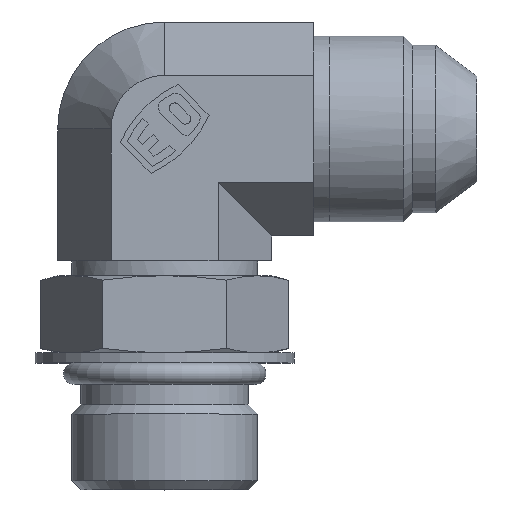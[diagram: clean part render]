
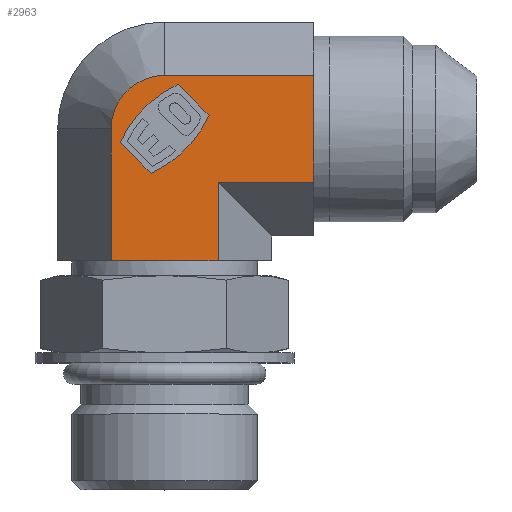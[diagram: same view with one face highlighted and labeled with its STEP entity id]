
A CAD part, top view. The second image highlights one B-rep face of the part: STEP entity #2963.
In plain terms, the highlighted planar face has unit normal (0, 0, 1).
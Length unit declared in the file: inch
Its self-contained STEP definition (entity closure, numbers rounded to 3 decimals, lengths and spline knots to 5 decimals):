
#246=DIRECTION('',(1.,0.,0.));
#247=VECTOR('',#246,0.0543);
#248=CARTESIAN_POINT('',(-0.02715,-0.53248,
0.37402));
#249=LINE('',#248,#247);
#253=DIRECTION('',(0.,-1.,0.));
#254=VECTOR('',#253,0.53248);
#255=CARTESIAN_POINT('',(-0.21594,0.,0.37402));
#256=LINE('',#255,#254);
#260=CARTESIAN_POINT('',(0.,0.,0.37402));
#261=DIRECTION('',(0.,0.,-1.));
#262=DIRECTION('',(-1.,0.,0.));
#263=AXIS2_PLACEMENT_3D('',#260,#261,#262);
#268=DIRECTION('',(1.,0.,0.));
#269=VECTOR('',#268,0.60236);
#270=CARTESIAN_POINT('',(0.,0.21594,0.37402));
#271=LINE('',#270,#269);
#275=DIRECTION('',(0.,-1.,0.));
#276=VECTOR('',#275,0.0543);
#277=CARTESIAN_POINT('',(0.60236,0.02715,
0.37402));
#278=LINE('',#277,#276);
#282=DIRECTION('',(0.707,-0.707,0.));
#283=VECTOR('',#282,0.17646);
#284=CARTESIAN_POINT('',(-0.17931,-0.05454,
0.37402));
#285=LINE('',#284,#283);
#289=CARTESIAN_POINT('',(-0.25055,0.25055,
0.37402));
#290=DIRECTION('',(0.,0.,1.));
#291=DIRECTION('',(0.415,-0.91,0.));
#292=AXIS2_PLACEMENT_3D('',#289,#290,#291);
#297=DIRECTION('',(-0.707,0.707,0.));
#298=VECTOR('',#297,0.17646);
#299=CARTESIAN_POINT('',(0.17931,0.05454,
0.37402));
#300=LINE('',#299,#298);
#304=CARTESIAN_POINT('',(0.25055,-0.25055,
0.37402));
#305=DIRECTION('',(0.,0.,1.));
#306=DIRECTION('',(-0.415,0.91,0.));
#307=AXIS2_PLACEMENT_3D('',#304,#305,#306);
#500=DIRECTION('',(1.,0.,0.));
#501=VECTOR('',#500,0.18879);
#502=CARTESIAN_POINT('',(-0.21594,-0.53248,
0.37402));
#503=LINE('',#502,#501);
#515=DIRECTION('',(1.,0.,0.));
#516=VECTOR('',#515,0.18879);
#517=CARTESIAN_POINT('',(0.02715,-0.53248,
0.37402));
#518=LINE('',#517,#516);
#1168=DIRECTION('',(0.,-1.,0.));
#1169=VECTOR('',#1168,0.18879);
#1170=CARTESIAN_POINT('',(0.60236,0.21594,
0.37402));
#1171=LINE('',#1170,#1169);
#1197=DIRECTION('',(0.,-1.,0.));
#1198=VECTOR('',#1197,0.18879);
#1199=CARTESIAN_POINT('',(0.60236,-0.02715,
0.37402));
#1200=LINE('',#1199,#1198);
#1406=DIRECTION('',(0.,-1.,0.));
#1407=VECTOR('',#1406,0.31654);
#1408=CARTESIAN_POINT('',(0.21594,-0.21594,
0.37402));
#1409=LINE('',#1408,#1407);
#1427=DIRECTION('',(1.,0.,0.));
#1428=VECTOR('',#1427,0.38642);
#1429=CARTESIAN_POINT('',(0.21594,-0.21594,
0.37402));
#1430=LINE('',#1429,#1428);
#2438=CARTESIAN_POINT('',(-0.21594,0.,0.37402));
#2439=VERTEX_POINT('',#2438);
#2442=CARTESIAN_POINT('',(-0.21594,-0.53248,
0.37402));
#2443=VERTEX_POINT('',#2442);
#2446=CARTESIAN_POINT('',(0.21594,-0.21594,
0.37402));
#2448=VERTEX_POINT('',#2446);
#2456=CARTESIAN_POINT('',(0.,0.21594,0.37402));
#2457=VERTEX_POINT('',#2456);
#2458=CARTESIAN_POINT('',(0.21594,-0.53248,
0.37402));
#2459=VERTEX_POINT('',#2458);
#2464=CARTESIAN_POINT('',(0.60236,-0.21594,
0.37402));
#2465=VERTEX_POINT('',#2464);
#2474=CARTESIAN_POINT('',(0.60236,0.21594,
0.37402));
#2475=VERTEX_POINT('',#2474);
#2492=CARTESIAN_POINT('',(0.60236,0.02715,
0.37402));
#2493=CARTESIAN_POINT('',(0.60236,-0.02715,
0.37402));
#2494=VERTEX_POINT('',#2492);
#2495=VERTEX_POINT('',#2493);
#2539=CARTESIAN_POINT('',(-0.02715,-0.53248,
0.37402));
#2541=VERTEX_POINT('',#2539);
#2542=CARTESIAN_POINT('',(0.02715,-0.53248,
0.37402));
#2544=VERTEX_POINT('',#2542);
#2643=CARTESIAN_POINT('',(-0.17931,-0.05454,
0.37402));
#2644=CARTESIAN_POINT('',(-0.05454,-0.17931,
0.37402));
#2645=VERTEX_POINT('',#2643);
#2646=VERTEX_POINT('',#2644);
#2647=CARTESIAN_POINT('',(0.17931,0.05454,
0.37402));
#2648=VERTEX_POINT('',#2647);
#2649=CARTESIAN_POINT('',(0.05454,0.17931,
0.37402));
#2650=VERTEX_POINT('',#2649);
#2925=CARTESIAN_POINT('',(-0.21594,0.,0.37402));
#2926=DIRECTION('',(0.,0.,1.));
#2927=DIRECTION('',(1.,0.,0.));
#2928=AXIS2_PLACEMENT_3D('',#2925,#2926,#2927);
#2929=PLANE('',#2928);
#2931=ORIENTED_EDGE('',*,*,#2930,.F.);
#2933=ORIENTED_EDGE('',*,*,#2932,.F.);
#2935=ORIENTED_EDGE('',*,*,#2934,.F.);
#2937=ORIENTED_EDGE('',*,*,#2936,.T.);
#2939=ORIENTED_EDGE('',*,*,#2938,.T.);
#2941=ORIENTED_EDGE('',*,*,#2940,.T.);
#2943=ORIENTED_EDGE('',*,*,#2942,.T.);
#2945=ORIENTED_EDGE('',*,*,#2944,.T.);
#2947=ORIENTED_EDGE('',*,*,#2946,.F.);
#2949=ORIENTED_EDGE('',*,*,#2948,.T.);
#2951=ORIENTED_EDGE('',*,*,#2950,.F.);
#2952=EDGE_LOOP('',(#2931,#2933,#2935,#2937,#2939,#2941,#2943,#2945,#2947,#2949,
#2951));
#2953=FACE_OUTER_BOUND('',#2952,.F.);
#2954=ORIENTED_EDGE('',*,*,#2915,.T.);
#2956=ORIENTED_EDGE('',*,*,#2955,.T.);
#2958=ORIENTED_EDGE('',*,*,#2957,.T.);
#2960=ORIENTED_EDGE('',*,*,#2959,.T.);
#2961=EDGE_LOOP('',(#2954,#2956,#2958,#2960));
#2962=FACE_BOUND('',#2961,.F.);
#264=CIRCLE('',#263,0.21594);
#293=CIRCLE('',#292,0.47244);
#308=CIRCLE('',#307,0.47244);
#2915=EDGE_CURVE('',#2645,#2646,#285,.T.);
#2930=EDGE_CURVE('',#2541,#2544,#249,.T.);
#2932=EDGE_CURVE('',#2443,#2541,#503,.T.);
#2934=EDGE_CURVE('',#2439,#2443,#256,.T.);
#2936=EDGE_CURVE('',#2439,#2457,#264,.T.);
#2938=EDGE_CURVE('',#2457,#2475,#271,.T.);
#2940=EDGE_CURVE('',#2475,#2494,#1171,.T.);
#2942=EDGE_CURVE('',#2494,#2495,#278,.T.);
#2944=EDGE_CURVE('',#2495,#2465,#1200,.T.);
#2946=EDGE_CURVE('',#2448,#2465,#1430,.T.);
#2948=EDGE_CURVE('',#2448,#2459,#1409,.T.);
#2950=EDGE_CURVE('',#2544,#2459,#518,.T.);
#2955=EDGE_CURVE('',#2646,#2648,#293,.T.);
#2957=EDGE_CURVE('',#2648,#2650,#300,.T.);
#2959=EDGE_CURVE('',#2650,#2645,#308,.T.);
#2963=ADVANCED_FACE('',(#2953,#2962),#2929,.T.);
